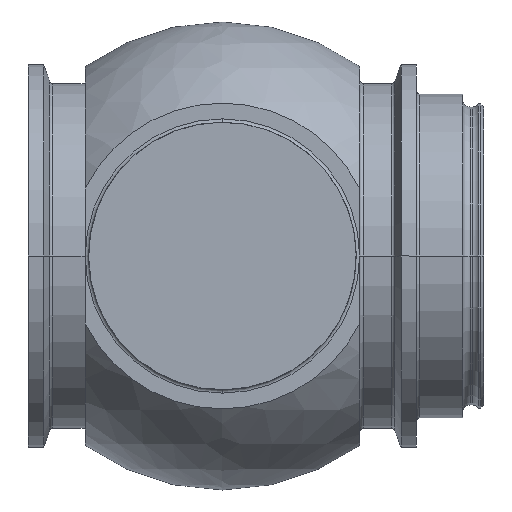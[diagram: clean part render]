
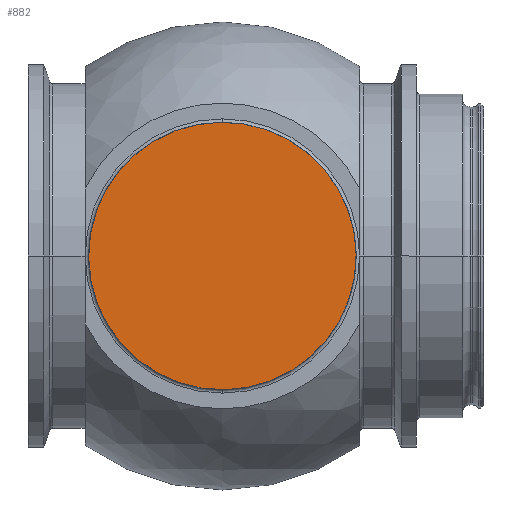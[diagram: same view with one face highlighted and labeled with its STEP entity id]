
A CAD part, left-side view. The second image highlights one B-rep face of the part: STEP entity #882.
In plain terms, the highlighted planar face has unit normal (-1, 0, 0).
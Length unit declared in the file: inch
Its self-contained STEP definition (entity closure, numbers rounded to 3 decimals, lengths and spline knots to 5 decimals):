
#50 = VERTEX_POINT ( 'NONE', #760 ) ;
#148 = AXIS2_PLACEMENT_3D ( 'NONE', #819, #1313, #1185 ) ;
#328 = FACE_OUTER_BOUND ( 'NONE', #1572, .T. ) ;
#347 = DIRECTION ( 'NONE',  ( 1., 0., 0. ) ) ;
#370 = ORIENTED_EDGE ( 'NONE', *, *, #1005, .F. ) ;
#432 = CARTESIAN_POINT ( 'NONE',  ( -4.015, 1.49703, 0.81709 ) ) ;
#462 = DIRECTION ( 'NONE',  ( 1., 0., 0. ) ) ;
#467 = CARTESIAN_POINT ( 'NONE',  ( -4.015, 2.443, 0. ) ) ;
#497 = VERTEX_POINT ( 'NONE', #432 ) ;
#550 = CIRCLE ( 'NONE', #1463, 1.25 ) ;
#568 = PLANE ( 'NONE',  #148 ) ;
#760 = CARTESIAN_POINT ( 'NONE',  ( -4.015, 3.38897, -0.81709 ) ) ;
#774 = CIRCLE ( 'NONE', #1301, 1.25 ) ;
#819 = CARTESIAN_POINT ( 'NONE',  ( -4.015, 2.443, 0. ) ) ;
#872 = EDGE_CURVE ( 'NONE', #497, #50, #550, .T. ) ;
#882 = ADVANCED_FACE ( 'NONE', ( #328 ), #568, .F. ) ;
#1005 = EDGE_CURVE ( 'NONE', #50, #497, #774, .T. ) ;
#1185 = DIRECTION ( 'NONE',  ( 0., -0.757, 0.654 ) ) ;
#1193 = CARTESIAN_POINT ( 'NONE',  ( -4.015, 2.443, 0. ) ) ;
#1256 = ORIENTED_EDGE ( 'NONE', *, *, #872, .F. ) ;
#1301 = AXIS2_PLACEMENT_3D ( 'NONE', #467, #347, #1324 ) ;
#1313 = DIRECTION ( 'NONE',  ( 1., 0., 0. ) ) ;
#1324 = DIRECTION ( 'NONE',  ( 0., -0.757, 0.654 ) ) ;
#1463 = AXIS2_PLACEMENT_3D ( 'NONE', #1193, #462, #1554 ) ;
#1554 = DIRECTION ( 'NONE',  ( 0., -0.757, 0.654 ) ) ;
#1572 = EDGE_LOOP ( 'NONE', ( #1256, #370 ) ) ;
